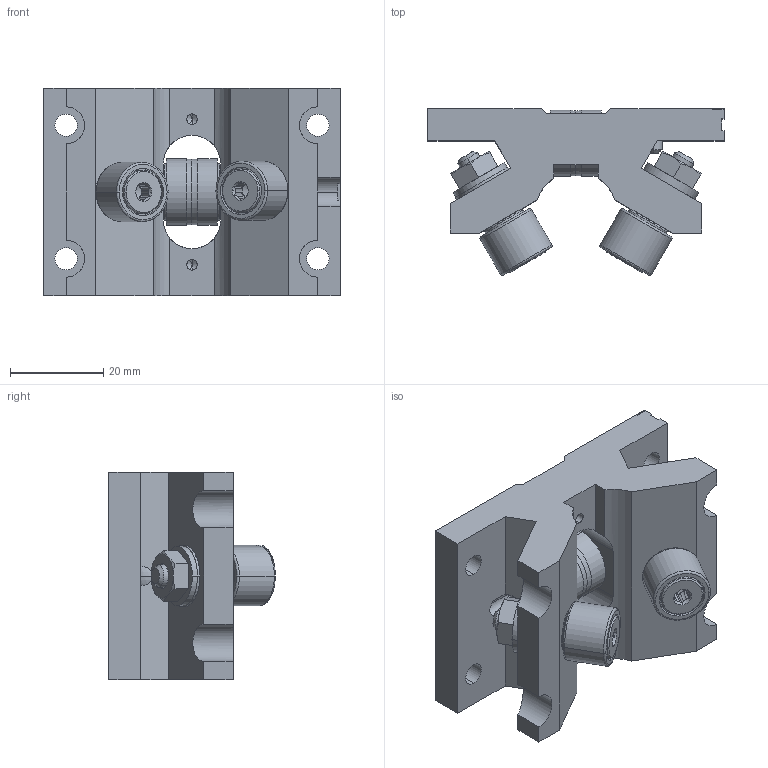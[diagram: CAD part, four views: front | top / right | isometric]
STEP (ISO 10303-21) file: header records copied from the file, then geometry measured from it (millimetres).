
FILE_DESCRIPTION (( 'STEP AP203' ), '1' );
FILE_NAME ('SPB-10-OPN.step', '2024-10-21T11:11:25', ( '' ), ( '' ), 'SwSTEP 2.0', 'SolidWorks 2023', '' );
FILE_SCHEMA (( 'CONFIG_CONTROL_DESIGN' ));
Length unit declared in the file: inch
Products named in the file (1): SPB-10-OPN
Bounding box: 63.5 x 35.69 x 44.45 mm (x, y, z)
Volume: 43377.4 mm3; surface area: 18276 mm2
Topology: 11 solids, 11 shells, 324 faces, 792 edges, 497 vertices
Faces by surface type: plane 139, cylinder 101, cone 68, bspline 8, torus 4, sphere 4
Entity records: 10147 total; most frequent: CARTESIAN_POINT 2390, DIRECTION 1646, ORIENTED_EDGE 1560, EDGE_CURVE 780, AXIS2_PLACEMENT_3D 627, VERTEX_POINT 497, VECTOR 392, LINE 392
